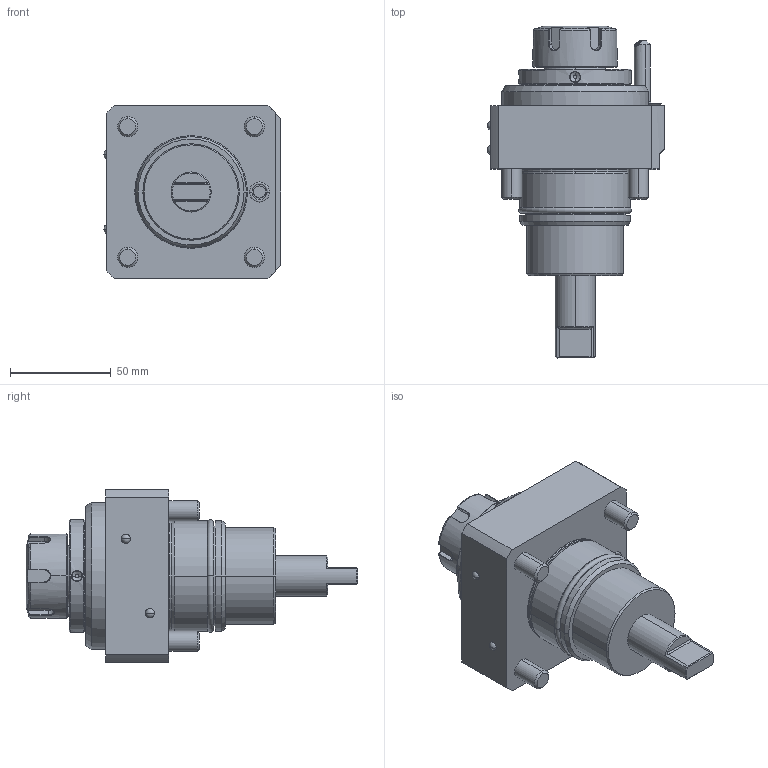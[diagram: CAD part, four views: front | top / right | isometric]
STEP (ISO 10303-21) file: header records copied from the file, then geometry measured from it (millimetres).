
FILE_DESCRIPTION((''),'2;1');
FILE_NAME('NGT2_55_101_25_2_BL','2021-03-29T',('vali'),('NOVA GRUP'),'PRO/ENGINEER BY PARAMETRIC TECHNOLOGY CORPORATION, 2010280','PRO/ENGINEER BY PARAMETRIC TECHNOLOGY CORPORATION, 2010280','');
FILE_SCHEMA(('CONFIG_CONTROL_DESIGN'));
Length unit declared in the file: millimetre
Products named in the file (1): NGT2_55_101_25_2_BL
Bounding box: 88.1 x 165.1 x 86 mm (x, y, z)
Volume: 442665.2 mm3; surface area: 51867.9 mm2
Topology: 2 solids, 2 shells, 264 faces, 620 edges, 378 vertices
Faces by surface type: plane 83, cylinder 71, cone 44, bspline 40, torus 20, sphere 6
Entity records: 11533 total; most frequent: CARTESIAN_POINT 5738, ORIENTED_EDGE 1232, DIRECTION 1115, EDGE_CURVE 616, AXIS2_PLACEMENT_3D 429, VERTEX_POINT 378, EDGE_LOOP 288, FACE_OUTER_BOUND 264
